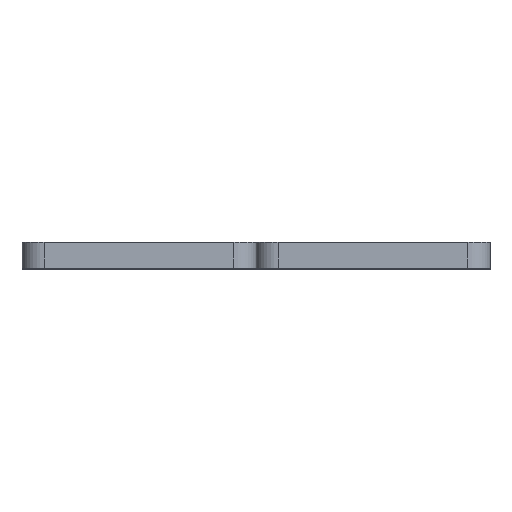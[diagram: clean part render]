
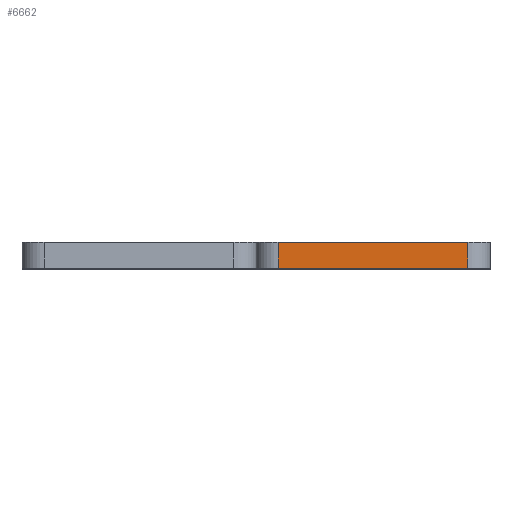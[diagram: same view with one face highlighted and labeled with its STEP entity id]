
A CAD part, top view. The second image highlights one B-rep face of the part: STEP entity #6662.
In plain terms, the highlighted planar face has unit normal (0, 0, 1).
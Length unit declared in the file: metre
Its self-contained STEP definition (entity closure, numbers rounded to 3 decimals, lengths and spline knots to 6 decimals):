
#164 = CARTESIAN_POINT('NONE', (0.046, 0, -0));
#165 = VERTEX_POINT('NONE', #164);
#170 = CARTESIAN_POINT('NONE', (0.08, 0, -0));
#171 = VERTEX_POINT('NONE', #170);
#180 = CARTESIAN_POINT('NONE', (0.046, 0.00465, -0));
#181 = VERTEX_POINT('NONE', #180);
#182 = CARTESIAN_POINT('NONE', (0.08, 0.00465, -0));
#183 = VERTEX_POINT('NONE', #182);
#1476 = DIRECTION('NONE', (1, 0, 0));
#1477 = VECTOR('NONE', #1476, 1);
#1478 = CARTESIAN_POINT('NONE', (0.046, 0, -0));
#1479 = LINE('NONE', #1478, #1477);
#1508 = DIRECTION('NONE', (1, 0, 0));
#1509 = VECTOR('NONE', #1508, 1);
#1510 = CARTESIAN_POINT('NONE', (0.046, 0.00465, -0));
#1511 = LINE('NONE', #1510, #1509);
#1516 = DIRECTION('NONE', (0, -1, 0));
#1517 = VECTOR('NONE', #1516, 1);
#1518 = CARTESIAN_POINT('NONE', (0.046, 0.00465, -0));
#1519 = LINE('NONE', #1518, #1517);
#1520 = DIRECTION('NONE', (0, -1, 0));
#1521 = VECTOR('NONE', #1520, 1);
#1522 = CARTESIAN_POINT('NONE', (0.08, 0.00465, -0));
#1523 = LINE('NONE', #1522, #1521);
#4087 = EDGE_CURVE('NONE', #165, #171, #1479, .T.);
#4095 = EDGE_CURVE('NONE', #181, #183, #1511, .T.);
#4097 = EDGE_CURVE('NONE', #181, #165, #1519, .T.);
#4098 = EDGE_CURVE('NONE', #183, #171, #1523, .T.);
#4956 = CARTESIAN_POINT('NONE', (0.063, 0.002325, -0));
#4957 = DIRECTION('NONE', (0, 0, 1));
#4958 = AXIS2_PLACEMENT_3D('NONE', #4956, #4957, $);
#4959 = PLANE('NONE', #4958);
#6656 = ORIENTED_EDGE('NONE', *, *, #4097, .T.);
#6657 = ORIENTED_EDGE('NONE', *, *, #4087, .T.);
#6658 = ORIENTED_EDGE('NONE', *, *, #4098, .F.);
#6659 = ORIENTED_EDGE('NONE', *, *, #4095, .F.);
#6660 = EDGE_LOOP('NONE', (#6656, #6657, #6658, #6659));
#6661 = FACE_BOUND('NONE', #6660, .T.);
#6662 = ADVANCED_FACE('NONE', (#6661), #4959, .T.);
